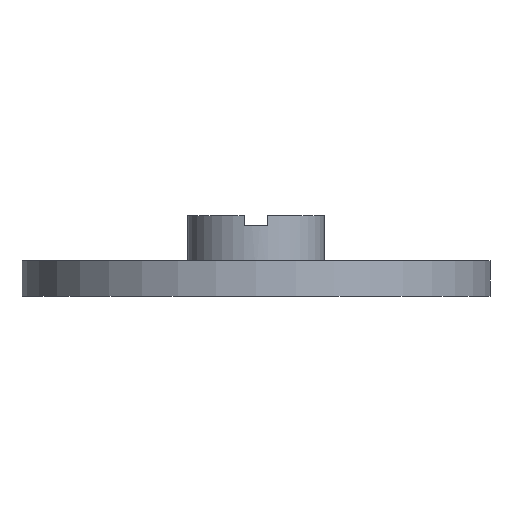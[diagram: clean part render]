
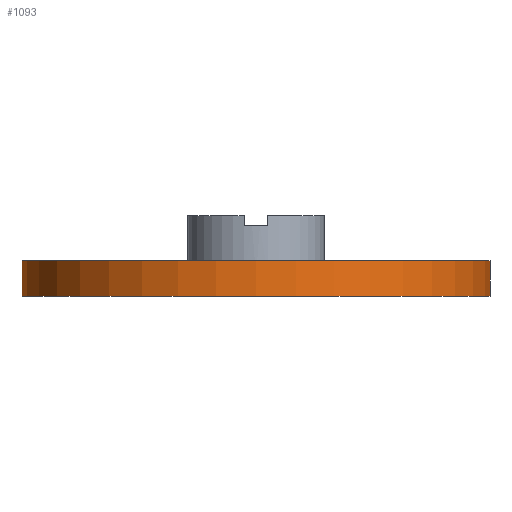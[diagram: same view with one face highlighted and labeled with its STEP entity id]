
A CAD part, front view. The second image highlights one B-rep face of the part: STEP entity #1093.
In plain terms, the highlighted cylindrical face has radius 22.95 mm (diameter 45.9 mm), a partial arc.
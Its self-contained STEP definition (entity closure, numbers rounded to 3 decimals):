
#63=CIRCLE('',#1204,22.95);
#65=CIRCLE('',#1208,22.95);
#88=CYLINDRICAL_SURFACE('',#1212,22.95);
#143=FACE_OUTER_BOUND('',#201,.T.);
#201=EDGE_LOOP('',(#962,#963,#964,#965));
#294=LINE('',#1805,#403);
#312=LINE('',#1841,#421);
#403=VECTOR('',#1473,10.);
#421=VECTOR('',#1501,10.);
#514=VERTEX_POINT('',#1802);
#515=VERTEX_POINT('',#1804);
#527=VERTEX_POINT('',#1838);
#528=VERTEX_POINT('',#1840);
#660=EDGE_CURVE('',#515,#514,#294,.T.);
#678=EDGE_CURVE('',#528,#527,#312,.T.);
#683=EDGE_CURVE('',#514,#528,#63,.T.);
#685=EDGE_CURVE('',#515,#527,#65,.T.);
#962=ORIENTED_EDGE('',*,*,#660,.T.);
#963=ORIENTED_EDGE('',*,*,#683,.T.);
#964=ORIENTED_EDGE('',*,*,#678,.T.);
#965=ORIENTED_EDGE('',*,*,#685,.F.);
#1093=ADVANCED_FACE('',(#143),#88,.T.);
#1204=AXIS2_PLACEMENT_3D('',#1849,#1515,#1516);
#1208=AXIS2_PLACEMENT_3D('',#1853,#1523,#1524);
#1212=AXIS2_PLACEMENT_3D('',#1857,#1531,#1532);
#1473=DIRECTION('',(0.,0.,-1.));
#1501=DIRECTION('',(0.,0.,1.));
#1515=DIRECTION('center_axis',(0.,0.,1.));
#1516=DIRECTION('ref_axis',(1.,0.,0.));
#1523=DIRECTION('center_axis',(0.,0.,1.));
#1524=DIRECTION('ref_axis',(1.,0.,0.));
#1531=DIRECTION('center_axis',(0.,0.,1.));
#1532=DIRECTION('ref_axis',(1.,0.,0.));
#1802=CARTESIAN_POINT('',(-22.928,-1.,0.));
#1804=CARTESIAN_POINT('',(-22.928,-1.,3.5));
#1805=CARTESIAN_POINT('',(-22.928,-1.,0.));
#1838=CARTESIAN_POINT('',(22.928,-1.,3.5));
#1840=CARTESIAN_POINT('',(22.928,-1.,0.));
#1841=CARTESIAN_POINT('',(22.928,-1.,0.));
#1849=CARTESIAN_POINT('Origin',(0.,0.,0.));
#1853=CARTESIAN_POINT('Origin',(0.,0.,3.5));
#1857=CARTESIAN_POINT('Origin',(0.,0.,0.));
